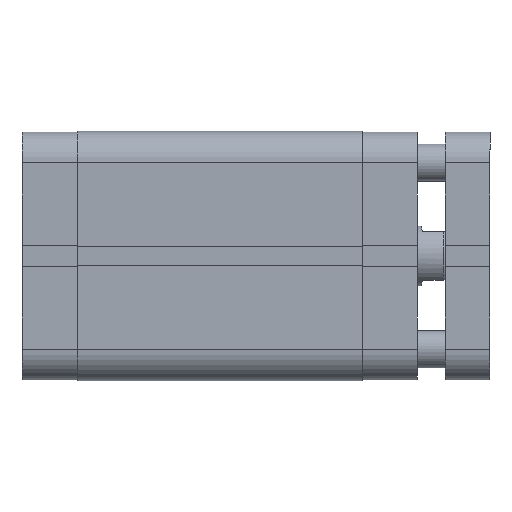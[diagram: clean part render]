
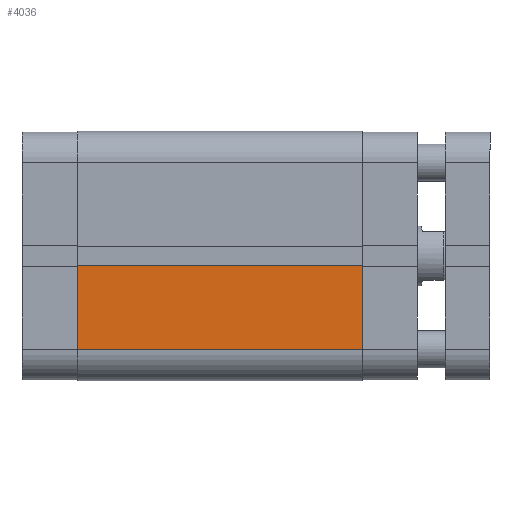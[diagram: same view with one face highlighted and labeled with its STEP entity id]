
A CAD part, front view. The second image highlights one B-rep face of the part: STEP entity #4036.
In plain terms, the highlighted planar face has unit normal (0, -1, 0).
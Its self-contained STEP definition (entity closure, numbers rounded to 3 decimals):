
#65 = CARTESIAN_POINT ( 'NONE',  ( -2.6, -33.5, 76.5 ) ) ;
#67 = CARTESIAN_POINT ( 'NONE',  ( 0., -33.5, 0. ) ) ;
#68 = DIRECTION ( 'NONE',  ( 1., 0., 0. ) ) ;
#70 = DIRECTION ( 'NONE',  ( 0., 0., -1. ) ) ;
#75 = CARTESIAN_POINT ( 'NONE',  ( -25., -33.5, 76.5 ) ) ;
#84 = DIRECTION ( 'NONE',  ( 0., 0., -1. ) ) ;
#85 = CARTESIAN_POINT ( 'NONE',  ( 0., -33.5, 76.5 ) ) ;
#86 = DIRECTION ( 'NONE',  ( 1., 0., 0. ) ) ;
#1246 = VERTEX_POINT ( 'NONE', #1666 ) ;
#1253 = VERTEX_POINT ( 'NONE', #1673 ) ;
#1256 = VERTEX_POINT ( 'NONE', #1676 ) ;
#1308 = VERTEX_POINT ( 'NONE', #1728 ) ;
#1666 = CARTESIAN_POINT ( 'NONE',  ( -25., -33.5, 76.5 ) ) ;
#1673 = CARTESIAN_POINT ( 'NONE',  ( -25., -33.5, 0. ) ) ;
#1676 = CARTESIAN_POINT ( 'NONE',  ( -2.6, -33.5, 0. ) ) ;
#1728 = CARTESIAN_POINT ( 'NONE',  ( -2.6, -33.5, 76.5 ) ) ;
#2378 = CARTESIAN_POINT ( 'NONE',  ( 0., -33.5, 76.5 ) ) ;
#2379 = PLANE ( 'NONE',  #8407 ) ;
#2381 = DIRECTION ( 'NONE',  ( 0., 1., 0. ) ) ;
#2382 = DIRECTION ( 'NONE',  ( 0., 0., 1. ) ) ;
#3411 = ORIENTED_EDGE ( 'NONE', *, *, #8003, .T. ) ;
#3412 = ORIENTED_EDGE ( 'NONE', *, *, #8004, .F. ) ;
#3413 = ORIENTED_EDGE ( 'NONE', *, *, #7997, .F. ) ;
#3414 = ORIENTED_EDGE ( 'NONE', *, *, #7996, .T. ) ;
#3635 = FACE_OUTER_BOUND ( 'NONE', #7308, .T. ) ;
#4036 = ADVANCED_FACE ( 'NONE', ( #3635 ), #2379, .F. ) ;
#6455 = LINE ( 'NONE', #65, #6461 ) ;
#6459 = LINE ( 'NONE', #67, #6460 ) ;
#6460 = VECTOR ( 'NONE', #68, 1000. ) ;
#6461 = VECTOR ( 'NONE', #70, 1000. ) ;
#6469 = LINE ( 'NONE', #75, #6471 ) ;
#6471 = VECTOR ( 'NONE', #84, 1000. ) ;
#6473 = LINE ( 'NONE', #85, #6474 ) ;
#6474 = VECTOR ( 'NONE', #86, 1000. ) ;
#7308 = EDGE_LOOP ( 'NONE', ( #3414, #3413, #3412, #3411 ) ) ;
#7996 = EDGE_CURVE ( 'NONE', #1253, #1256, #6459, .T. ) ;
#7997 = EDGE_CURVE ( 'NONE', #1308, #1256, #6455, .T. ) ;
#8003 = EDGE_CURVE ( 'NONE', #1246, #1253, #6469, .T. ) ;
#8004 = EDGE_CURVE ( 'NONE', #1246, #1308, #6473, .T. ) ;
#8407 = AXIS2_PLACEMENT_3D ( 'NONE', #2378, #2381, #2382 ) ;
